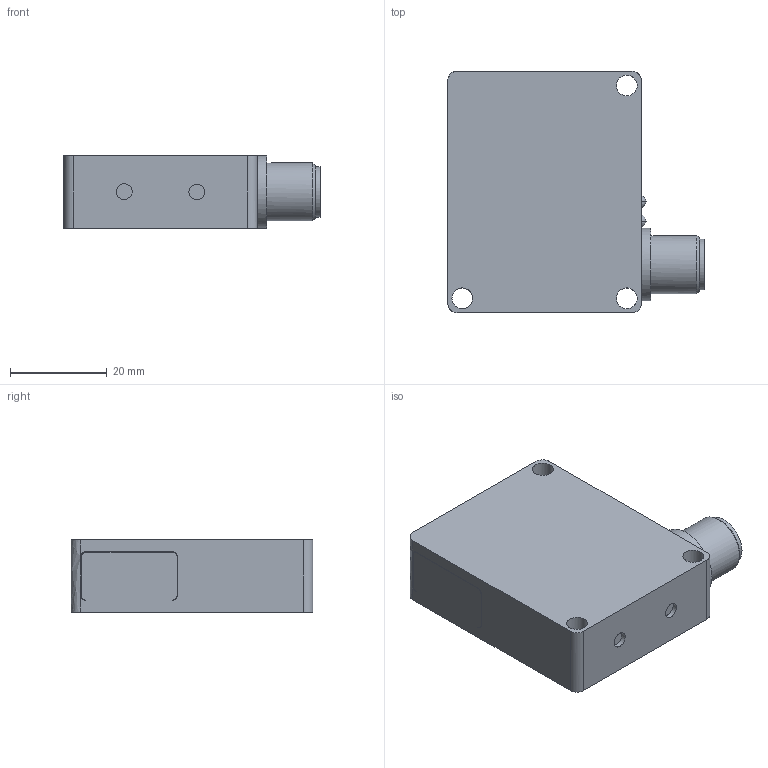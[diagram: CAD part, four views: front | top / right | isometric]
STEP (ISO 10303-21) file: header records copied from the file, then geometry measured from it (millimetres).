
FILE_DESCRIPTION(('FreeCAD Model'),'2;1');
FILE_NAME('ORV 51 M xxxx xxK-IBS.step', '2016-11-25T13:00:05',('FreeCAD'),('FreeCAD'), 'Open CASCADE STEP processor 6.7','FreeCAD','Unknown');
FILE_SCHEMA(('AUTOMOTIVE_DESIGN_CC2 { 1 2 10303 214 -1 1 5 4 }'));
Length unit declared in the file: millimetre
Products named in the file (1): ORV_51_M_xxxx_xxK_IBS
Bounding box: 53 x 50 x 15 mm (x, y, z)
Volume: 30160.9 mm3; surface area: 8349.2 mm2
Topology: 3 solids, 4 shells, 133 faces, 322 edges, 218 vertices
Faces by surface type: bspline 133
Entity records: 11954 total; most frequent: CARTESIAN_POINT 7525, ORIENTED_EDGE 628, PCURVE 628, DEFINITIONAL_REPRESENTATION 628, B_SPLINE_CURVE_WITH_KNOTS 616, EDGE_CURVE 314, SURFACE_CURVE 274, VERTEX_POINT 216
